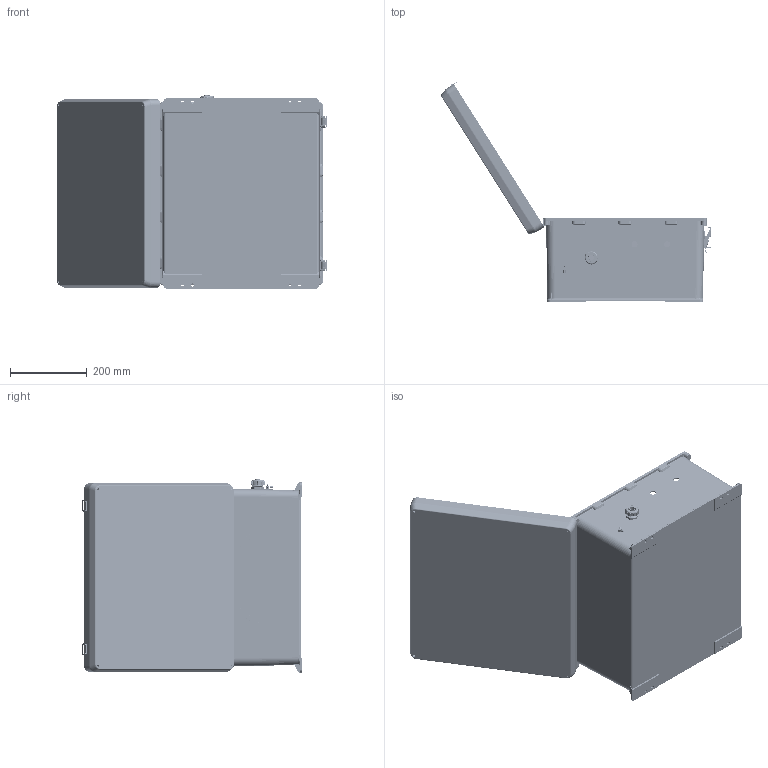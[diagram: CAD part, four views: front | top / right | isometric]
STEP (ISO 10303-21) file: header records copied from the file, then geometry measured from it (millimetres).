
FILE_DESCRIPTION (( 'STEP AP214' ), '1' );
FILE_NAME ('NBB181608-1H0.STEP', '2015-09-22T18:54:11', ( 'L-Com' ), ( 'L-Com Global Connectivity' ), 'SwSTEP 2.0', 'SolidWorks 2014', '' );
FILE_SCHEMA (( 'AUTOMOTIVE_DESIGN' ));
Length unit declared in the file: inch
Products named in the file (32): XCT-0011; XFS-0017; XFW-0020; XF797-02; XHIC-HTR110; XFN-0013; XFS-0031; 10-32 NEMA PLATE SCREW; XMH-0006; XCTB-0002; XFS-0066_90272A147; XMH-0007; XFN-0022; XF685-01; X-ASSY-HYP285-1; NB181608-DoorClasp-2; XERZ-V20D241; NB181608-DoorClasp-1; X-PCB-HYP285; NBB181608-Lid; XFW-0004; NB181608-Hinge; XMH-0010; NBB181608-Box; NEMA 18 GroundWire; XFS-0026; NBB181608-1H0; XFW-0002; XCT-0005; XC-0003; XFN-0003; XCT-0010
Assembly tree (66 placements, depth 3):
  NBB181608-1H0
    NBB181608-Box
    NB181608-Hinge  x2
    NBB181608-Lid
    NB181608-DoorClasp-1  x2
    NB181608-DoorClasp-2  x2
    XF685-01
    XMH-0007  x4
    XCTB-0002
    10-32 NEMA PLATE SCREW  x4
    XFN-0013  x2
    XF797-02
    XFS-0017  x11
    XCT-0011
    XCT-0010
    XFN-0003  x2
    XC-0003
    XCT-0005
    XFW-0002
    XFS-0026
    NEMA 18 GroundWire
    XMH-0010  x2
    XFW-0004  x2
    X-ASSY-HYP285-1
      X-PCB-HYP285
      XERZ-V20D241  x3
    XFN-0022  x2
    XFS-0066_90272A147  x2
    XMH-0006  x2
    XFS-0031  x4
    XHIC-HTR110  x2
    XFW-0020  x4
Bounding box: 703.32 x 571.16 x 502.84 mm (x, y, z)
Volume: 4139095.4 mm3; surface area: 2271152.5 mm2
Topology: 71 solids, 72 shells, 6470 faces, 16244 edges, 9981 vertices
Faces by surface type: plane 2143, cylinder 1995, cone 1525, torus 512, bspline 258, sphere 37
Entity records: 144461 total; most frequent: CARTESIAN_POINT 38560, ORIENTED_EDGE 19032, DIRECTION 18582, EDGE_CURVE 9516, AXIS2_PLACEMENT_3D 6903, VERTEX_POINT 5943, LINE 4776, VECTOR 4776
